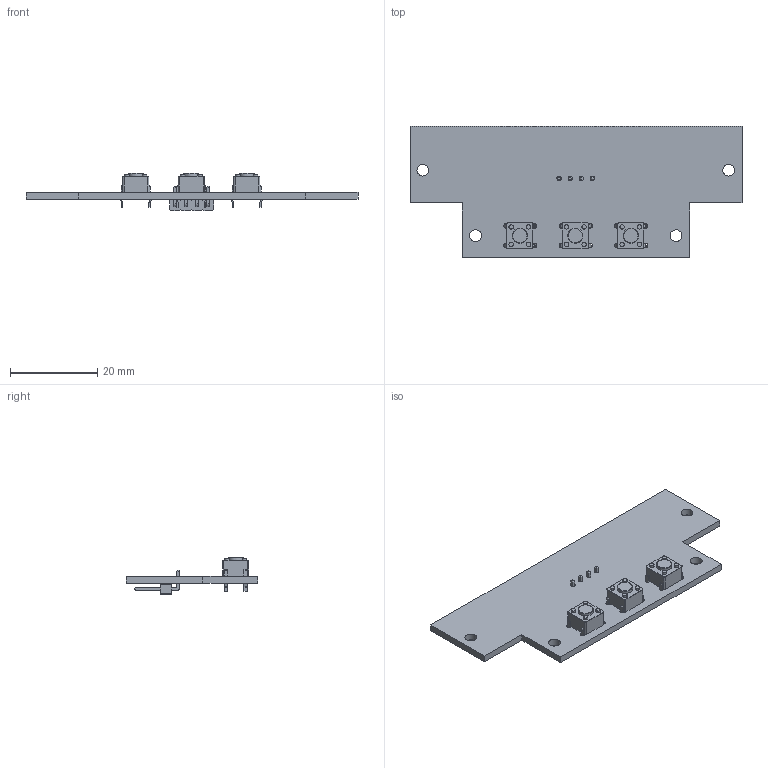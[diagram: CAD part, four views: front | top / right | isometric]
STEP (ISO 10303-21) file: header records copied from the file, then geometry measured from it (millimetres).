
FILE_DESCRIPTION(('KiCad electronic assembly'),'2;1');
FILE_NAME('PushButtons.step','2024-11-24T19:00:51',('Pcbnew'),('Kicad'), 'Open CASCADE STEP processor 7.8','KiCad to STEP converter','Unknown' );
FILE_SCHEMA(('AUTOMOTIVE_DESIGN { 1 0 10303 214 1 1 1 1 }'));
Length unit declared in the file: millimetre
Products named in the file (6): PushButtons 1; SW_PUSH_6mm; PinHeader_1x04_P2.54mm_Horizontal; PinHeader_1x04_P254mm_Horizontal; PushButtons_PCB
Assembly tree (7 placements, depth 3):
  PushButtons 1
    SW_PUSH_6mm  x3
      SW_PUSH_6mm
    PinHeader_1x04_P2.54mm_Horizontal
      PinHeader_1x04_P254mm_Horizontal
    PushButtons_PCB
Bounding box: 76 x 30 x 8.54 mm (x, y, z)
Volume: 3616.4 mm3; surface area: 5208.1 mm2
Topology: 5 solids, 5 shells, 457 faces, 1189 edges, 765 vertices
Faces by surface type: plane 307, cylinder 147, torus 3
Full cylindrical faces by diameter (mm): 1 x16, 1.1 x12, 2.7 x4, 3.5 x3
Entity records: 9130 total; most frequent: CARTESIAN_POINT 1297, DIRECTION 1273, ORIENTED_EDGE 1270, EDGE_CURVE 635, LINE 507, VECTOR 507, VERTEX_POINT 407, AXIS2_PLACEMENT_3D 383
